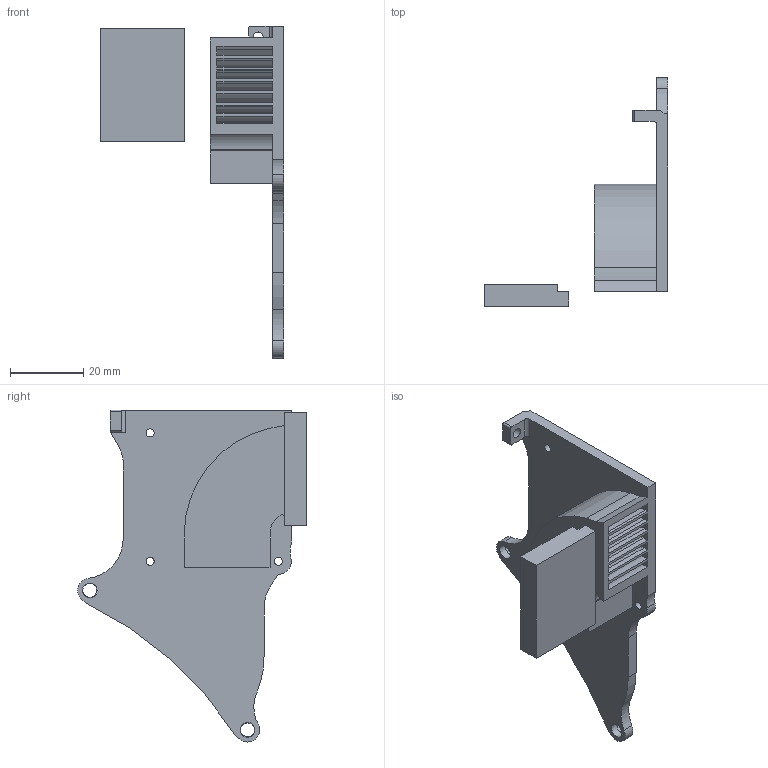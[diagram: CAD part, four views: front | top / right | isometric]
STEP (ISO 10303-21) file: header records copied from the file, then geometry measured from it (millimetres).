
FILE_DESCRIPTION(/* description */ (''),/* implementation_level */ '2;1');
FILE_NAME(/* name */ '5015_Fan_Mount v3.step',/* time_stamp */ '2019-01-16T03:27:02-05:00',/* author */ ('mangled.baby.ducks'),/* organization */ (''),/* preprocessor_version */ 'ST-DEVELOPER v17.2',/* originating_system */ 'Autodesk Translation Framework v7.6.0.251',/* authorisation */ '');
FILE_SCHEMA (('AUTOMOTIVE_DESIGN { 1 0 10303 214 3 1 1 }'));
Length unit declared in the file: millimetre
Products named in the file (1): 5015_Fan_Mount
Bounding box: 50 x 62.33 x 90.47 mm (x, y, z)
Volume: 17288.7 mm3; surface area: 20168.7 mm2
Topology: 2 solids, 2 shells, 149 faces, 455 edges, 303 vertices
Faces by surface type: cylinder 77, plane 68, cone 3, bspline 1
Full cylindrical faces by diameter (mm): 2.2 x3, 3.8 x2
Entity records: 5303 total; most frequent: CARTESIAN_POINT 961, ORIENTED_EDGE 910, DIRECTION 908, EDGE_CURVE 455, AXIS2_PLACEMENT_3D 307, VERTEX_POINT 303, LINE 294, VECTOR 294
